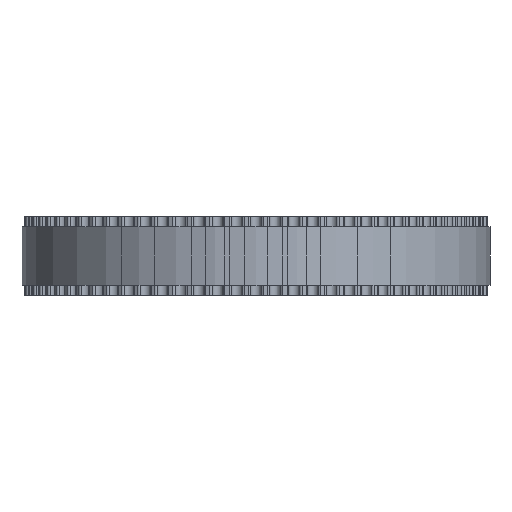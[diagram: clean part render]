
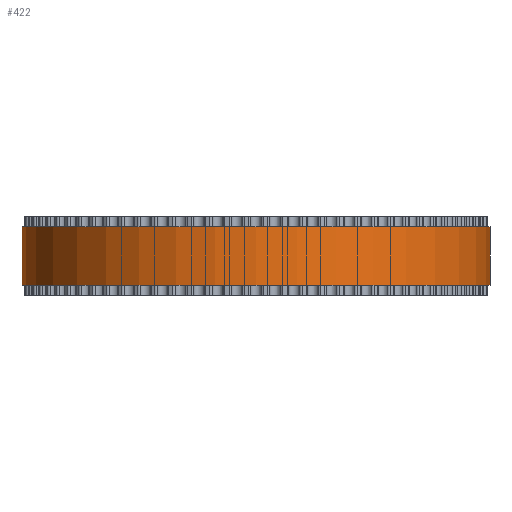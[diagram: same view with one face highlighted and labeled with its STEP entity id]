
A CAD part, front view. The second image highlights one B-rep face of the part: STEP entity #422.
In plain terms, the highlighted cylindrical face has radius 23.873 mm (diameter 47.746 mm), a full revolution.
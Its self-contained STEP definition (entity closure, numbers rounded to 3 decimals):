
#97=FACE_BOUND('',#1328,.T.);
#98=FACE_BOUND('',#1329,.T.);
#422=ADVANCED_FACE('',(#97,#98),#723,.T.);
#723=CYLINDRICAL_SURFACE('',#6743,23.873);
#1328=EDGE_LOOP('',(#3730));
#1329=EDGE_LOOP('',(#3731));
#3730=ORIENTED_EDGE('',*,*,#5234,.T.);
#3731=ORIENTED_EDGE('',*,*,#5235,.T.);
#4332=VERTEX_POINT('',#10660);
#4333=VERTEX_POINT('',#10662);
#5234=EDGE_CURVE('',#4332,#4332,#5836,.T.);
#5235=EDGE_CURVE('',#4333,#4333,#5837,.T.);
#5836=CIRCLE('',#6741,23.873);
#5837=CIRCLE('',#6742,23.873);
#6741=AXIS2_PLACEMENT_3D('',#10659,#8850,#8851);
#6742=AXIS2_PLACEMENT_3D('',#10661,#8852,#8853);
#6743=AXIS2_PLACEMENT_3D('',#10663,#8854,#8855);
#8850=DIRECTION('',(0.,0.,1.));
#8851=DIRECTION('',(1.,0.,0.));
#8852=DIRECTION('',(0.,0.,-1.));
#8853=DIRECTION('',(1.,0.,0.));
#8854=DIRECTION('',(0.,0.,1.));
#8855=DIRECTION('',(1.,0.,0.));
#10659=CARTESIAN_POINT('',(0.,0.,1.));
#10660=CARTESIAN_POINT('',(23.873,0.,1.));
#10661=CARTESIAN_POINT('',(0.,0.,7.));
#10662=CARTESIAN_POINT('',(23.873,0.,7.));
#10663=CARTESIAN_POINT('',(0.,0.,1.));
